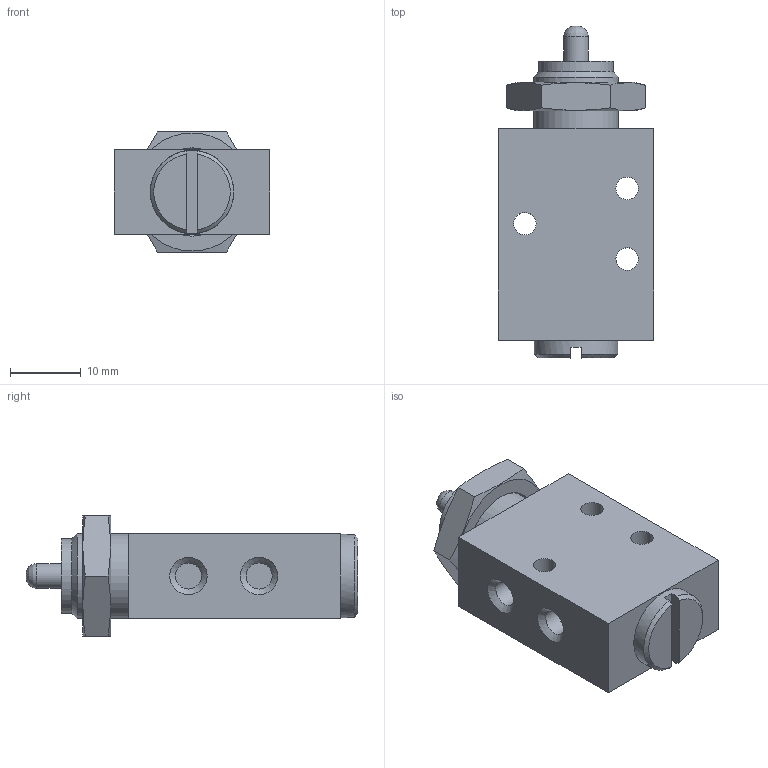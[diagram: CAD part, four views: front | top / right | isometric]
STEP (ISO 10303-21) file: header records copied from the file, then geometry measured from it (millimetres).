
FILE_DESCRIPTION(/* description */ ('V PULSANTE TASTO - MOLLA '),/* implementation_level */ '2;1');
FILE_NAME(/* name */ '105_32_0_1.stp',/* time_stamp */ '2015-12-18T08:11:58+01:00',/* author */ ('maniean1'),/* organization */ ('Pneumax S.p.A.'),/* preprocessor_version */ 'ST-DEVELOPER v15.2',/* originating_system */ 'Autodesk Inventor 2014',/* authorisation */ '');
FILE_SCHEMA (('AUTOMOTIVE_DESIGN { 1 0 10303 214 3 1 1 }'));
Length unit declared in the file: millimetre
Products named in the file (3): 105_32_0_1; RS_105_052
Bounding box: 22 x 47 x 17 mm (x, y, z)
Volume: 9336.2 mm3; surface area: 4199.6 mm2
Topology: 2 solids, 2 shells, 47 faces, 110 edges, 72 vertices
Faces by surface type: plane 25, cylinder 11, cone 10, bspline 1
Full cylindrical faces by diameter (mm): 3.2 x3, 3.5 x1, 3.688 x2, 4.134 x1, 10.5 x1, 10.917 x1, 11.8 x1, 12 x1
Entity records: 1276 total; most frequent: CARTESIAN_POINT 259, DIRECTION 206, ORIENTED_EDGE 166, AXIS2_PLACEMENT_3D 89, EDGE_CURVE 83, EDGE_LOOP 79, VERTEX_POINT 64, ADVANCED_FACE 47
